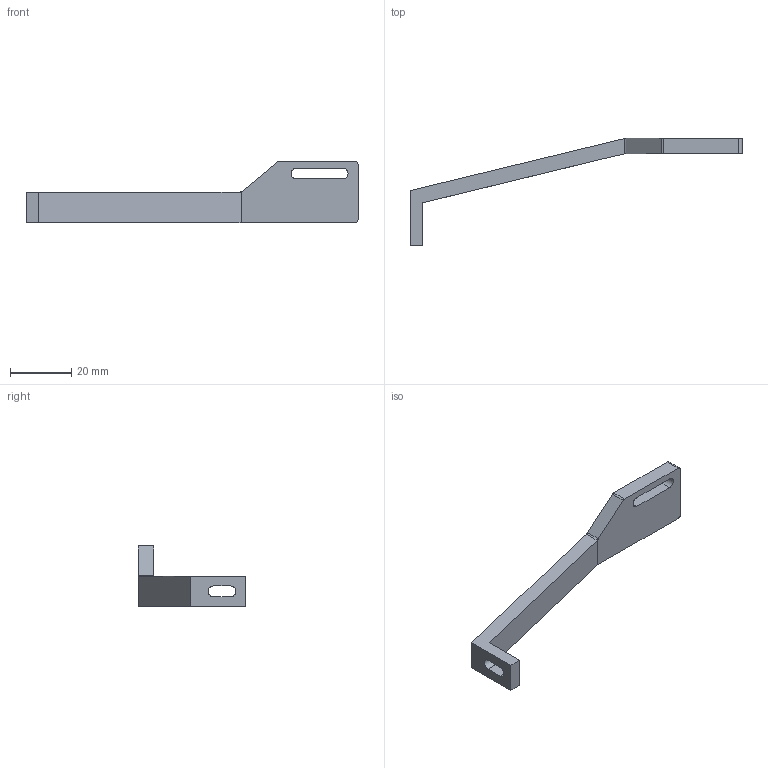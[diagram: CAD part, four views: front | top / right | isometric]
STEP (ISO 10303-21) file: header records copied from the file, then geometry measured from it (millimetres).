
FILE_DESCRIPTION(/* description */ (''),/* implementation_level */ '2;1');
FILE_NAME(/* name */ 'HP E240c Monitor Support Arm.step',/* time_stamp */ '2020-08-04T12:34:51-04:00',/* author */ (''),/* organization */ (''),/* preprocessor_version */ 'ST-DEVELOPER v18.1',/* originating_system */ 'Autodesk Translation Framework v9.3.0.1241',/* authorisation */ '');
FILE_SCHEMA (('AUTOMOTIVE_DESIGN { 1 0 10303 214 3 1 1 }'));
Length unit declared in the file: millimetre
Products named in the file (1): Screening Kiosk - HP E240c Monitor Support  Arm
Bounding box: 108 x 35.03 x 20 mm (x, y, z)
Volume: 7084.3 mm3; surface area: 4568.8 mm2
Topology: 1 solids, 1 shells, 33 faces, 89 edges, 59 vertices
Faces by surface type: plane 22, cylinder 11
Entity records: 1080 total; most frequent: CARTESIAN_POINT 185, DIRECTION 179, ORIENTED_EDGE 178, EDGE_CURVE 89, LINE 65, VECTOR 65, VERTEX_POINT 59, AXIS2_PLACEMENT_3D 57
